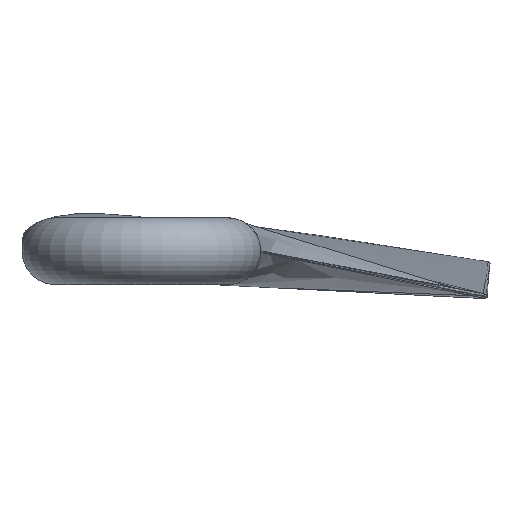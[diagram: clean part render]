
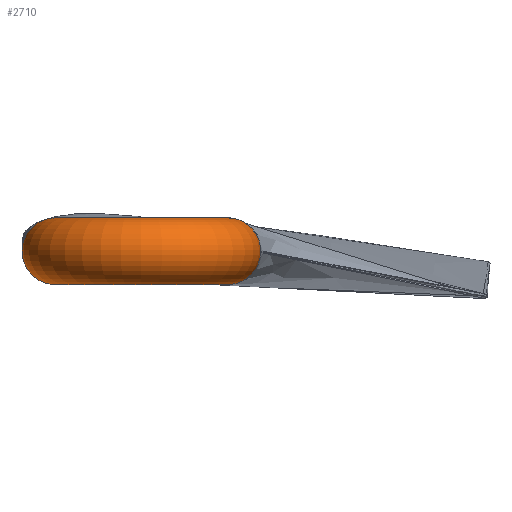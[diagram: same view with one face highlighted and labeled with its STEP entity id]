
A CAD part, left-side view. The second image highlights one B-rep face of the part: STEP entity #2710.
In plain terms, the highlighted toroidal (fillet/blend) face has major radius 18 mm and minor radius 7 mm.
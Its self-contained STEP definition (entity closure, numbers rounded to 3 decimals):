
#908=CARTESIAN_POINT('Control Point',(117.,-24.997,-0.191)) ;
#909=CARTESIAN_POINT('Control Point',(117.,-24.998,-0.152)) ;
#910=CARTESIAN_POINT('Control Point',(117.,-24.999,-0.114)) ;
#911=CARTESIAN_POINT('Control Point',(117.,-25.,-0.075)) ;
#912=CARTESIAN_POINT('Control Point',(117.,-25.,-0.036)) ;
#913=CARTESIAN_POINT('Vertex',(117.,-24.997,-0.191)) ;
#915=CARTESIAN_POINT('Vertex',(117.,-25.,-0.036)) ;
#1338=CARTESIAN_POINT('Vertex',(117.,18.,7.)) ;
#1345=CARTESIAN_POINT('Vertex',(117.,-18.,7.)) ;
#1348=CARTESIAN_POINT('Axis2P3D Location',(117.,0.,7.)) ;
#1368=CARTESIAN_POINT('Vertex',(117.,18.,-7.)) ;
#1373=CARTESIAN_POINT('Axis2P3D Location',(117.,0.,-7.)) ;
#1377=CARTESIAN_POINT('Vertex',(117.,-18.,-7.)) ;
#1465=CARTESIAN_POINT('Control Point',(117.,-25.,0.07)) ;
#1466=CARTESIAN_POINT('Control Point',(117.,-24.978,2.255)) ;
#1467=CARTESIAN_POINT('Control Point',(117.,-24.106,4.434)) ;
#1468=CARTESIAN_POINT('Control Point',(117.,-22.372,6.15)) ;
#1469=CARTESIAN_POINT('Control Point',(117.,-20.185,7.)) ;
#1470=CARTESIAN_POINT('Control Point',(117.,-18.,7.)) ;
#1471=CARTESIAN_POINT('Vertex',(117.,-25.,0.07)) ;
#2170=CARTESIAN_POINT('Control Point',(117.,18.,7.)) ;
#2171=CARTESIAN_POINT('Control Point',(117.,19.281,7.)) ;
#2172=CARTESIAN_POINT('Control Point',(117.,20.563,6.707)) ;
#2173=CARTESIAN_POINT('Control Point',(117.,21.755,6.12)) ;
#2174=CARTESIAN_POINT('Control Point',(117.,23.12,4.992)) ;
#2175=CARTESIAN_POINT('Control Point',(117.,24.064,3.539)) ;
#2176=CARTESIAN_POINT('Control Point',(117.,24.277,3.146)) ;
#2177=CARTESIAN_POINT('Control Point',(117.,24.591,2.436)) ;
#2178=CARTESIAN_POINT('Control Point',(117.,24.805,1.691)) ;
#2179=CARTESIAN_POINT('Control Point',(117.,24.876,1.37)) ;
#2180=CARTESIAN_POINT('Control Point',(117.,24.961,0.849)) ;
#2181=CARTESIAN_POINT('Control Point',(117.,24.997,0.322)) ;
#2182=CARTESIAN_POINT('Control Point',(117.,25.003,0.123)) ;
#2183=CARTESIAN_POINT('Control Point',(117.,25.001,-0.385)) ;
#2184=CARTESIAN_POINT('Control Point',(117.,24.953,-0.892)) ;
#2185=CARTESIAN_POINT('Control Point',(117.,24.907,-1.198)) ;
#2186=CARTESIAN_POINT('Control Point',(117.,24.78,-1.811)) ;
#2187=CARTESIAN_POINT('Control Point',(117.,24.585,-2.406)) ;
#2188=CARTESIAN_POINT('Control Point',(117.,24.47,-2.7)) ;
#2189=CARTESIAN_POINT('Control Point',(117.,24.168,-3.359)) ;
#2190=CARTESIAN_POINT('Control Point',(117.,23.784,-3.974)) ;
#2191=CARTESIAN_POINT('Control Point',(117.,23.543,-4.304)) ;
#2192=CARTESIAN_POINT('Control Point',(117.,22.557,-5.465)) ;
#2193=CARTESIAN_POINT('Control Point',(117.,21.277,-6.337)) ;
#2194=CARTESIAN_POINT('Control Point',(117.,20.224,-6.779)) ;
#2195=CARTESIAN_POINT('Control Point',(117.,19.112,-7.)) ;
#2196=CARTESIAN_POINT('Control Point',(117.,18.,-7.)) ;
#2582=CARTESIAN_POINT('Control Point',(117.,-18.,-7.)) ;
#2583=CARTESIAN_POINT('Control Point',(117.,-19.238,-7.)) ;
#2584=CARTESIAN_POINT('Control Point',(117.,-20.476,-6.726)) ;
#2585=CARTESIAN_POINT('Control Point',(117.,-21.633,-6.179)) ;
#2586=CARTESIAN_POINT('Control Point',(117.,-23.355,-4.823)) ;
#2587=CARTESIAN_POINT('Control Point',(117.,-24.445,-2.95)) ;
#2588=CARTESIAN_POINT('Control Point',(117.,-24.772,-2.093)) ;
#2589=CARTESIAN_POINT('Control Point',(117.,-24.955,-1.198)) ;
#2590=CARTESIAN_POINT('Control Point',(117.,-24.994,-0.298)) ;
#2591=CARTESIAN_POINT('Vertex',(117.,-24.994,-0.298)) ;
#2677=CARTESIAN_POINT('Control Point',(117.,-24.994,-0.298)) ;
#2678=CARTESIAN_POINT('Control Point',(117.,-24.995,-0.271)) ;
#2679=CARTESIAN_POINT('Control Point',(117.,-24.996,-0.244)) ;
#2680=CARTESIAN_POINT('Control Point',(117.,-24.997,-0.217)) ;
#2681=CARTESIAN_POINT('Control Point',(117.,-24.997,-0.191)) ;
#2690=CARTESIAN_POINT('Axis2P3D Location',(117.,0.,0.)) ;
#2695=CARTESIAN_POINT('Axis2P3D Location',(117.,-18.,0.)) ;
#1349=DIRECTION('Axis2P3D Direction',(0.,0.,-1.)) ;
#1374=DIRECTION('Axis2P3D Direction',(0.,0.,-1.)) ;
#2691=DIRECTION('Axis2P3D Direction',(0.,0.,-1.)) ;
#2692=DIRECTION('Axis2P3D XDirection',(0.,-1.,0.)) ;
#2696=DIRECTION('Axis2P3D Direction',(1.,0.,0.)) ;
#1350=AXIS2_PLACEMENT_3D('Circle Axis2P3D',#1348,#1349,$) ;
#1375=AXIS2_PLACEMENT_3D('Circle Axis2P3D',#1373,#1374,$) ;
#2693=AXIS2_PLACEMENT_3D('Torus Axis2P3D',#2690,#2691,#2692) ;
#2697=AXIS2_PLACEMENT_3D('Circle Axis2P3D',#2695,#2696,$) ;
#2701=ORIENTED_EDGE('',*,*,#2197,.T.) ;
#2702=ORIENTED_EDGE('',*,*,#1352,.F.) ;
#2703=ORIENTED_EDGE('',*,*,#1473,.F.) ;
#2704=ORIENTED_EDGE('',*,*,#2699,.F.) ;
#2705=ORIENTED_EDGE('',*,*,#917,.F.) ;
#2706=ORIENTED_EDGE('',*,*,#2682,.F.) ;
#2707=ORIENTED_EDGE('',*,*,#2593,.F.) ;
#2708=ORIENTED_EDGE('',*,*,#1379,.T.) ;
#2710=ADVANCED_FACE('Fl\X2\00E4\X0\che.1',(#2709),#2694,.F.) ;
#907=B_SPLINE_CURVE_WITH_KNOTS('',4,(#908,#909,#910,#911,#912),.UNSPECIFIED.,.F.,.U.,(5,5),(0.795,1.575),.UNSPECIFIED.) ;
#1464=B_SPLINE_CURVE_WITH_KNOTS('',5,(#1465,#1466,#1467,#1468,#1469,#1470),.UNSPECIFIED.,.F.,.U.,(6,6),(2.944,58.163),.UNSPECIFIED.) ;
#2169=B_SPLINE_CURVE_WITH_KNOTS('',5,(#2170,#2171,#2172,#2173,#2174,#2175,#2176,#2177,#2178,#2179,#2180,#2181,#2182,#2183,#2184,#2185,#2186,#2187,#2188,#2189,#2190,#2191,#2192,#2193,#2194,#2195,#2196),.UNSPECIFIED.,.F.,.U.,(6,3,3,3,3,3,3,3,6),(94.476,99.338,101.028,102.274,103.029,104.203,105.4,106.947,111.166),.UNSPECIFIED.) ;
#2581=B_SPLINE_CURVE_WITH_KNOTS('',5,(#2582,#2583,#2584,#2585,#2586,#2587,#2588,#2589,#2590),.UNSPECIFIED.,.F.,.U.,(6,3,6),(147.77,179.057,201.84),.UNSPECIFIED.) ;
#2676=B_SPLINE_CURVE_WITH_KNOTS('',4,(#2677,#2678,#2679,#2680,#2681),.UNSPECIFIED.,.F.,.U.,(5,5),(1.575,2.115),.UNSPECIFIED.) ;
#1351=CIRCLE('generated circle',#1350,18.) ;
#1376=CIRCLE('generated circle',#1375,18.) ;
#2698=CIRCLE('generated circle',#2697,7.) ;
#2694=TOROIDAL_SURFACE('homeo Torus',#2693,18.,7.) ;
#917=EDGE_CURVE('',#914,#916,#907,.T.) ;
#1352=EDGE_CURVE('',#1346,#1339,#1351,.T.) ;
#1379=EDGE_CURVE('',#1378,#1369,#1376,.T.) ;
#1473=EDGE_CURVE('',#1472,#1346,#1464,.T.) ;
#2197=EDGE_CURVE('',#1369,#1339,#2169,.F.) ;
#2593=EDGE_CURVE('',#1378,#2592,#2581,.T.) ;
#2682=EDGE_CURVE('',#2592,#914,#2676,.T.) ;
#2699=EDGE_CURVE('',#916,#1472,#2698,.F.) ;
#2700=EDGE_LOOP('',(#2701,#2702,#2703,#2704,#2705,#2706,#2707,#2708)) ;
#2709=FACE_OUTER_BOUND('',#2700,.T.) ;
#914=VERTEX_POINT('',#913) ;
#916=VERTEX_POINT('',#915) ;
#1339=VERTEX_POINT('',#1338) ;
#1346=VERTEX_POINT('',#1345) ;
#1369=VERTEX_POINT('',#1368) ;
#1378=VERTEX_POINT('',#1377) ;
#1472=VERTEX_POINT('',#1471) ;
#2592=VERTEX_POINT('',#2591) ;
